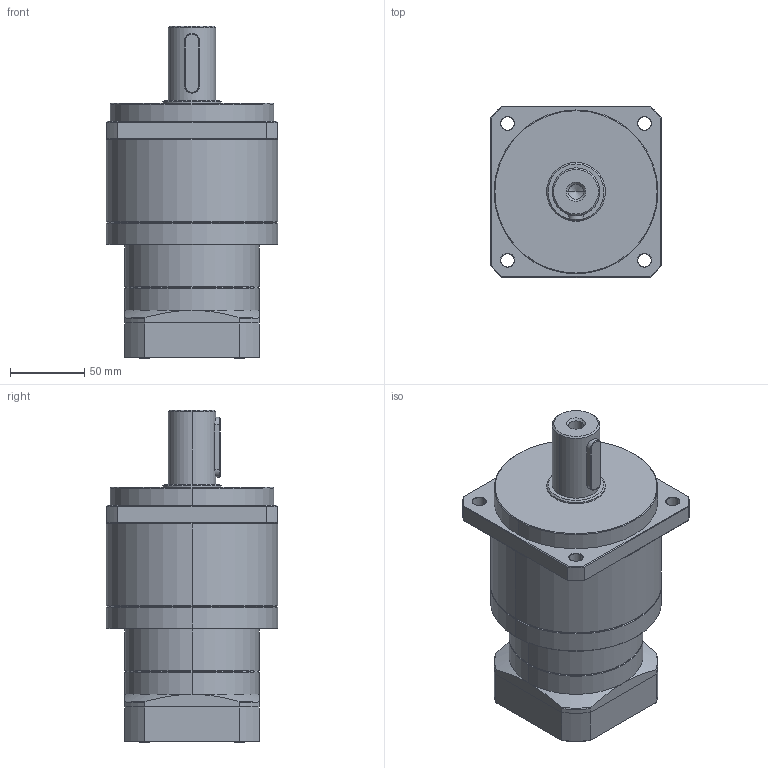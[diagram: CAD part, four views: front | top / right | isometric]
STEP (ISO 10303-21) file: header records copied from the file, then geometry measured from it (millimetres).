
FILE_DESCRIPTION (( 'STEP AP214' ), '1' );
FILE_NAME ('MSS1152B-C3110103.STEP', '2021-07-14T22:31:12', ( '' ), ( '' ), 'SwSTEP 2.0', 'SolidWorks 2017', '' );
FILE_SCHEMA (( 'AUTOMOTIVE_DESIGN' ));
Length unit declared in the file: inch
Products named in the file (1): MSS1152B-C3110103
Bounding box: 115 x 115 x 222.9 mm (x, y, z)
Volume: 1510604.3 mm3; surface area: 128390.9 mm2
Topology: 3 solids, 3 shells, 194 faces, 439 edges, 255 vertices
Faces by surface type: cone 89, cylinder 58, plane 47
Entity records: 8121 total; most frequent: CARTESIAN_POINT 1171, DIRECTION 975, ORIENTED_EDGE 858, EDGE_CURVE 429, AXIS2_PLACEMENT_3D 395, VERTEX_POINT 255, EDGE_LOOP 220, CIRCLE 200
